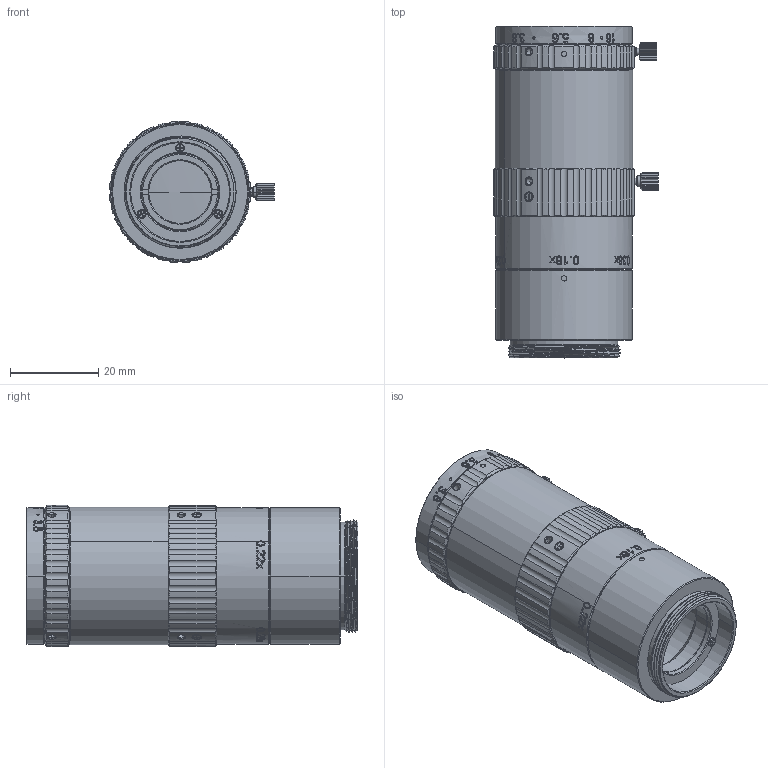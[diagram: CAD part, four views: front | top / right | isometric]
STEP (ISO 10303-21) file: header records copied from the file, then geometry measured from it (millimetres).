
FILE_DESCRIPTION(('FreeCAD Model'),'2;1');
FILE_NAME('Open CASCADE Shape Model','2025-01-21T11:53:14',('Author'),( ''),'Open CASCADE STEP processor 7.8','FreeCAD','Unknown');
FILE_SCHEMA(('AUTOMOTIVE_DESIGN { 1 0 10303 214 1 1 1 1 }'));
Length unit declared in the file: millimetre
Products named in the file (30): VA-LCM-12MP-75MM-F3.8-110-MACRO; VA-LCM-12MP-75MM-F3.8-110-MACRO001; 505_15; VA-LCM-12MP-75MM-F3.8-110-MACRO002; 502_25; 305_2; 514_2; MA102-00-02_ASM_7_ASM; ASM0001_ASM_2_ASM; MA102-02-06_1; MA102-02-03_1; VA-LCM-12MP-75MM-F3.8-110-MACRO003; 501_19; 301_2; 511_3; 507_21; 506_22; 504_35; 531_1; IRF19A-531_4; 522_11; M14402001_2; M14302001_4; SOLID; SHELL; M14302001_005; M14302001_006; 541_1; 521_3; M14302001_007
Assembly tree (44 placements, depth 6):
  VA-LCM-12MP-75MM-F3.8-110-MACRO
    VA-LCM-12MP-75MM-F3.8-110-MACRO001
      505_15
      VA-LCM-12MP-75MM-F3.8-110-MACRO002
        502_25
        305_2
        514_2
        MA102-00-02_ASM_7_ASM
          ASM0001_ASM_2_ASM
            MA102-02-06_1
            MA102-02-03_1
      VA-LCM-12MP-75MM-F3.8-110-MACRO003
        501_19
        301_2
        511_3
      507_21
      506_22
      504_35
      531_1
      IRF19A-531_4
      522_11  x3
      M14402001_2  x6
      M14302001_4
        SOLID
        SHELL
      M14302001_005
        SOLID
        SHELL
      M14302001_006
        SOLID
        SHELL
      541_1
      521_3  x3
      M14302001_007
        SOLID
        SHELL
Bounding box: 37.38 x 75.19 x 31.98 mm (x, y, z)
Volume: 31855.3 mm3; surface area: 39584.1 mm2
Topology: 31 solids, 35 shells, 2170 faces, 5982 edges, 3968 vertices
Faces by surface type: cylinder 644, bspline 639, plane 453, cone 367, torus 56, sphere 8, extrusion 3
Entity records: 99430 total; most frequent: CARTESIAN_POINT 54718, ORIENTED_EDGE 10308, DIRECTION 7214, EDGE_CURVE 5156, VERTEX_POINT 3398, AXIS2_PLACEMENT_3D 2703, FACE_BOUND 2072, EDGE_LOOP 2072
